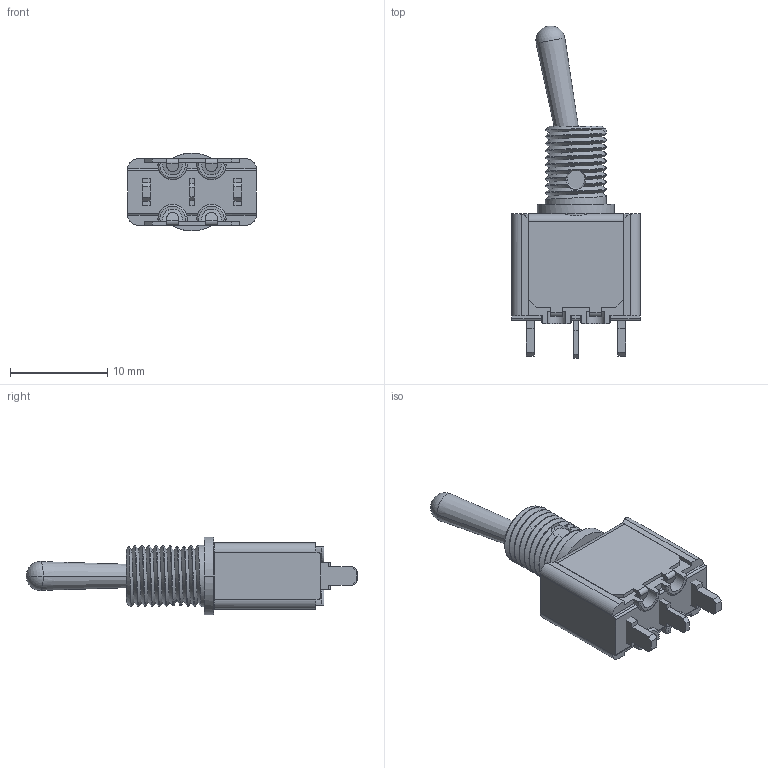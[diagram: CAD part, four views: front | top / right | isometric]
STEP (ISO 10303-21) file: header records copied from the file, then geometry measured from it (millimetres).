
FILE_DESCRIPTION((''),'2;1');
FILE_NAME('5636_','2014-12-18T',('mdamaggio'),(''),'PRO/ENGINEER BY PARAMETRIC TECHNOLOGY CORPORATION, 2013410','PRO/ENGINEER BY PARAMETRIC TECHNOLOGY CORPORATION, 2013410','');
FILE_SCHEMA(('CONFIG_CONTROL_DESIGN'));
Length unit declared in the file: millimetre
Products named in the file (1): 5636_
Bounding box: 13.2 x 34.12 x 8 mm (x, y, z)
Surface area: 1427.3 mm2 (no closed solid volume)
Topology: 0 solids, 11 shells, 262 faces, 783 edges, 527 vertices
Faces by surface type: plane 145, cylinder 68, bspline 36, cone 7, torus 4, sphere 2
Entity records: 19159 total; most frequent: CARTESIAN_POINT 12567, ORIENTED_EDGE 1417, DIRECTION 1167, EDGE_CURVE 781, VERTEX_POINT 527, VECTOR 469, LINE 469, AXIS2_PLACEMENT_3D 349
